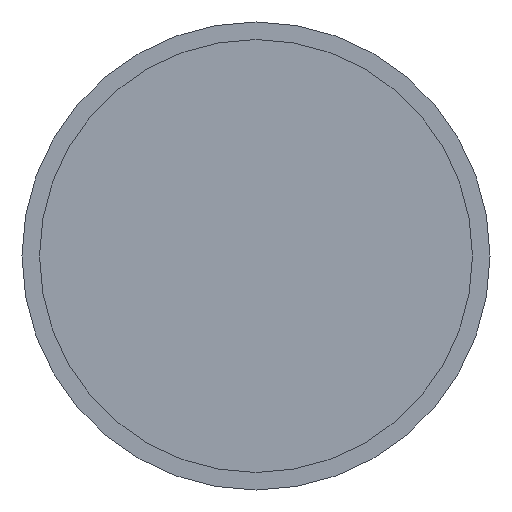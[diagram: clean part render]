
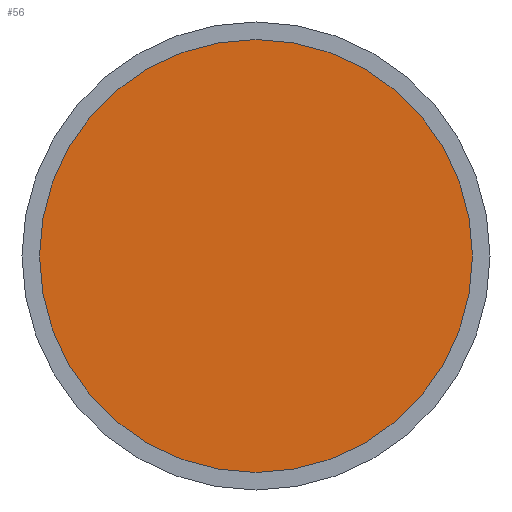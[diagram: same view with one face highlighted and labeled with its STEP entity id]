
A CAD part, front view. The second image highlights one B-rep face of the part: STEP entity #56.
In plain terms, the highlighted planar face has unit normal (0, -1, 0).
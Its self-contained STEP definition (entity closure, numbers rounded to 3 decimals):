
#56 = ADVANCED_FACE( '', ( #125 ), #126, .F. );
#125 = FACE_OUTER_BOUND( '', #212, .T. );
#126 = PLANE( '', #213 );
#212 = EDGE_LOOP( '', ( #343 ) );
#213 = AXIS2_PLACEMENT_3D( '', #344, #345, #346 );
#343 = ORIENTED_EDGE( '', *, *, #476, .T. );
#344 = CARTESIAN_POINT( '', ( 46.25, -3., 0. ) );
#345 = DIRECTION( '', ( 0., 1., 0. ) );
#346 = DIRECTION( '', ( 0., 0., 1. ) );
#476 = EDGE_CURVE( '', #542, #542, #543, .T. );
#542 = VERTEX_POINT( '', #629 );
#543 = CIRCLE( '', #630, 46.25 );
#629 = CARTESIAN_POINT( '', ( 0., -3., -46.25 ) );
#630 = AXIS2_PLACEMENT_3D( '', #714, #715, #716 );
#714 = CARTESIAN_POINT( '', ( 0., -3., 0. ) );
#715 = DIRECTION( '', ( 0., -1., 0. ) );
#716 = DIRECTION( '', ( 0., 0., -1. ) );
